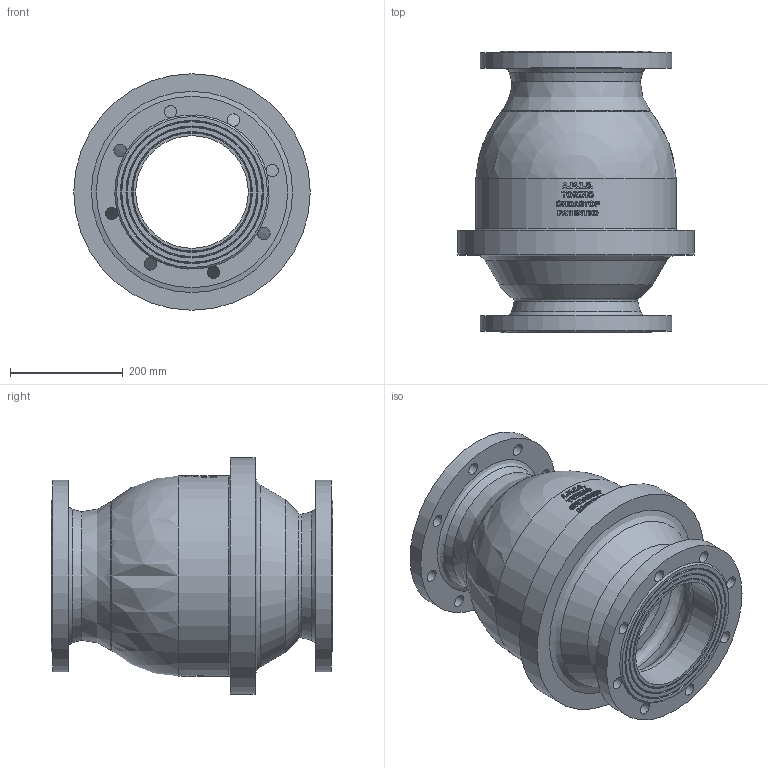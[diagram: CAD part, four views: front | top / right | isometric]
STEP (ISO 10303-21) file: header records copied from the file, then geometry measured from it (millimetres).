
FILE_DESCRIPTION((''),'2;1');
FILE_NAME('ONDASTOP DN 200 PN 10 SHAPE.stp','2018-10-26T10:39:37',('BonifantiL'),(''),'Autodesk Inventor 2008','Autodesk Inventor 2008','');
FILE_SCHEMA(('AUTOMOTIVE_DESIGN { 1 0 10303 214 1 1 1 1 }'));
Length unit declared in the file: millimetre
Products named in the file (1): ONDASTOP DN 200 PN 10 SHAPE
Bounding box: 420 x 500 x 420 mm (x, y, z)
Volume: 11970413.8 mm3; surface area: 1352374.1 mm2
Topology: 1 solids, 1 shells, 556 faces, 1465 edges, 958 vertices
Faces by surface type: plane 285, bspline 174, cylinder 75, cone 19, torus 2, sphere 1
Full cylindrical faces by diameter (mm): 22 x16, 200 x3, 328 x1, 340 x2, 356 x1, 420 x1
Entity records: 20226 total; most frequent: CARTESIAN_POINT 7481, ORIENTED_EDGE 2778, DIRECTION 2283, EDGE_CURVE 1389, VERTEX_POINT 940, AXIS2_PLACEMENT_3D 839, EDGE_LOOP 695, VECTOR 605
